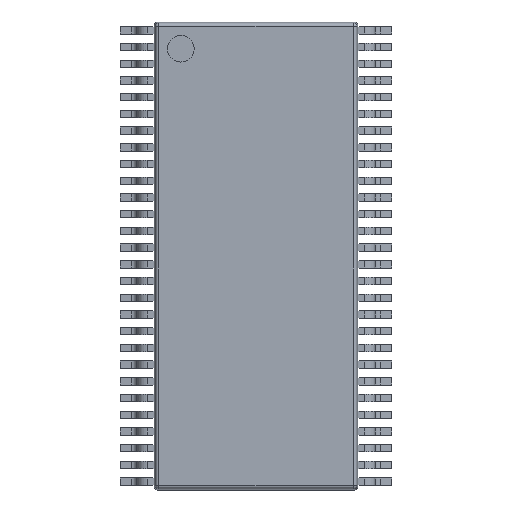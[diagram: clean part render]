
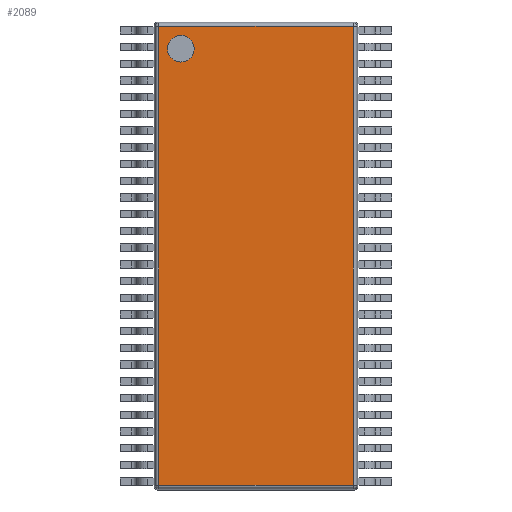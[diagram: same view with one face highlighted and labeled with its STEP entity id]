
A CAD part, top view. The second image highlights one B-rep face of the part: STEP entity #2089.
In plain terms, the highlighted face is planar.
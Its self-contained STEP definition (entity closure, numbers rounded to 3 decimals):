
#502=DIRECTION('',(-1.,0.,0.));
#503=VECTOR('',#502,13.731);
#504=CARTESIAN_POINT('',(6.865,0.375,-2.915));
#505=LINE('',#504,#503);
#516=CARTESIAN_POINT('',(6.2,0.375,-2.25));
#517=DIRECTION('',(0.,-1.,0.));
#518=DIRECTION('',(1.,0.,0.));
#519=AXIS2_PLACEMENT_3D('',#516,#517,#518);
#524=CARTESIAN_POINT('',(6.2,0.375,-2.25));
#525=DIRECTION('',(0.,-1.,0.));
#526=DIRECTION('',(-1.,0.,0.));
#527=AXIS2_PLACEMENT_3D('',#524,#525,#526);
#532=DIRECTION('',(1.,0.,0.));
#533=VECTOR('',#532,13.731);
#534=CARTESIAN_POINT('',(-6.865,0.375,2.915));
#535=LINE('',#534,#533);
#1431=DIRECTION('',(0.,0.,1.));
#1432=VECTOR('',#1431,5.831);
#1433=CARTESIAN_POINT('',(-6.865,0.375,-2.915));
#1434=LINE('',#1433,#1432);
#1445=DIRECTION('',(0.,0.,-1.));
#1446=VECTOR('',#1445,5.831);
#1447=CARTESIAN_POINT('',(6.865,0.375,2.915));
#1448=LINE('',#1447,#1446);
#1513=CARTESIAN_POINT('',(6.865,0.375,2.915));
#1514=CARTESIAN_POINT('',(6.865,0.375,-2.915));
#1515=VERTEX_POINT('',#1513);
#1516=VERTEX_POINT('',#1514);
#1521=CARTESIAN_POINT('',(-6.865,0.375,-2.915));
#1522=VERTEX_POINT('',#1521);
#1527=CARTESIAN_POINT('',(-6.865,0.375,2.915));
#1528=VERTEX_POINT('',#1527);
#1681=CARTESIAN_POINT('',(6.6,0.375,-2.25));
#1682=CARTESIAN_POINT('',(5.8,0.375,-2.25));
#1683=VERTEX_POINT('',#1681);
#1684=VERTEX_POINT('',#1682);
#2069=CARTESIAN_POINT('',(0.,0.375,0.));
#2070=DIRECTION('',(0.,1.,0.));
#2071=DIRECTION('',(1.,0.,0.));
#2072=AXIS2_PLACEMENT_3D('',#2069,#2070,#2071);
#2073=PLANE('',#2072);
#2075=ORIENTED_EDGE('',*,*,#2074,.F.);
#2077=ORIENTED_EDGE('',*,*,#2076,.F.);
#2078=ORIENTED_EDGE('',*,*,#2060,.F.);
#2080=ORIENTED_EDGE('',*,*,#2079,.F.);
#2081=EDGE_LOOP('',(#2075,#2077,#2078,#2080));
#2082=FACE_OUTER_BOUND('',#2081,.F.);
#2084=ORIENTED_EDGE('',*,*,#2083,.F.);
#2086=ORIENTED_EDGE('',*,*,#2085,.F.);
#2087=EDGE_LOOP('',(#2084,#2086));
#2088=FACE_BOUND('',#2087,.F.);
#520=CIRCLE('',#519,0.4);
#528=CIRCLE('',#527,0.4);
#2060=EDGE_CURVE('',#1516,#1522,#505,.T.);
#2074=EDGE_CURVE('',#1528,#1515,#535,.T.);
#2076=EDGE_CURVE('',#1522,#1528,#1434,.T.);
#2079=EDGE_CURVE('',#1515,#1516,#1448,.T.);
#2083=EDGE_CURVE('',#1683,#1684,#520,.T.);
#2085=EDGE_CURVE('',#1684,#1683,#528,.T.);
#2089=ADVANCED_FACE('',(#2082,#2088),#2073,.T.);
